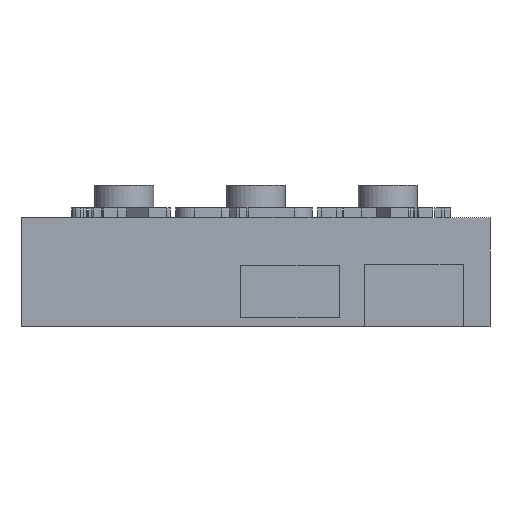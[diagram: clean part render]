
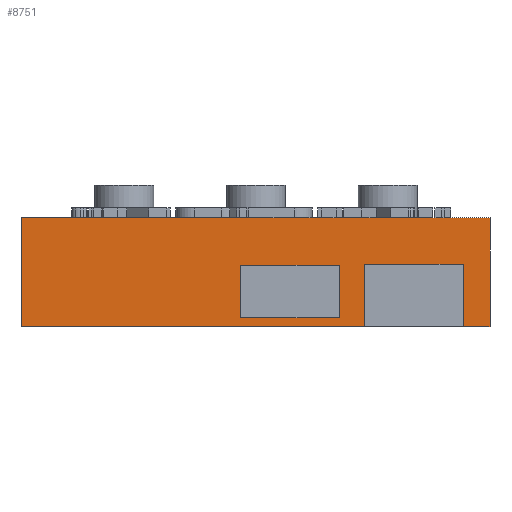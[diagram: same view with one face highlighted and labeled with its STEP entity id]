
A CAD part, front view. The second image highlights one B-rep face of the part: STEP entity #8751.
In plain terms, the highlighted planar face has unit normal (0, -1, 0).
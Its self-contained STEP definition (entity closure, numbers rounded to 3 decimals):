
#234=FACE_BOUND('',#1431,.T.);
#972=FACE_OUTER_BOUND('',#1430,.T.);
#1430=EDGE_LOOP('',(#7361,#7362,#7363,#7364,#7365,#7366,#7367,#7368));
#1431=EDGE_LOOP('',(#7369,#7370,#7371,#7372));
#2307=LINE('',#15402,#3234);
#2311=LINE('',#15410,#3238);
#2314=LINE('',#15416,#3241);
#2317=LINE('',#15421,#3244);
#2322=LINE('',#15431,#3249);
#2324=LINE('',#15437,#3251);
#2327=LINE('',#15442,#3254);
#2329=LINE('',#15446,#3256);
#2333=LINE('',#15453,#3260);
#2339=LINE('',#15465,#3266);
#2340=LINE('',#15467,#3267);
#2341=LINE('',#15468,#3268);
#3234=VECTOR('',#10516,10.);
#3238=VECTOR('',#10522,10.);
#3241=VECTOR('',#10527,10.);
#3244=VECTOR('',#10532,10.);
#3249=VECTOR('',#10539,10.);
#3251=VECTOR('',#10543,10.);
#3254=VECTOR('',#10548,10.);
#3256=VECTOR('',#10552,10.);
#3260=VECTOR('',#10556,10.);
#3266=VECTOR('',#10564,10.);
#3267=VECTOR('',#10565,10.);
#3268=VECTOR('',#10566,10.);
#4121=VERTEX_POINT('',#15400);
#4122=VERTEX_POINT('',#15401);
#4125=VERTEX_POINT('',#15409);
#4127=VERTEX_POINT('',#15415);
#4130=VERTEX_POINT('',#15425);
#4132=VERTEX_POINT('',#15429);
#4133=VERTEX_POINT('',#15433);
#4135=VERTEX_POINT('',#15436);
#4137=VERTEX_POINT('',#15445);
#4140=VERTEX_POINT('',#15451);
#4145=VERTEX_POINT('',#15464);
#4146=VERTEX_POINT('',#15466);
#5317=EDGE_CURVE('',#4121,#4122,#2307,.T.);
#5321=EDGE_CURVE('',#4125,#4121,#2311,.T.);
#5324=EDGE_CURVE('',#4127,#4125,#2314,.T.);
#5327=EDGE_CURVE('',#4122,#4127,#2317,.T.);
#5332=EDGE_CURVE('',#4130,#4132,#2322,.T.);
#5334=EDGE_CURVE('',#4135,#4133,#2324,.T.);
#5337=EDGE_CURVE('',#4132,#4135,#2327,.T.);
#5339=EDGE_CURVE('',#4130,#4137,#2329,.T.);
#5343=EDGE_CURVE('',#4140,#4133,#2333,.T.);
#5349=EDGE_CURVE('',#4140,#4145,#2339,.T.);
#5350=EDGE_CURVE('',#4146,#4145,#2340,.T.);
#5351=EDGE_CURVE('',#4137,#4146,#2341,.T.);
#7361=ORIENTED_EDGE('',*,*,#5332,.T.);
#7362=ORIENTED_EDGE('',*,*,#5337,.T.);
#7363=ORIENTED_EDGE('',*,*,#5334,.T.);
#7364=ORIENTED_EDGE('',*,*,#5343,.F.);
#7365=ORIENTED_EDGE('',*,*,#5349,.T.);
#7366=ORIENTED_EDGE('',*,*,#5350,.F.);
#7367=ORIENTED_EDGE('',*,*,#5351,.F.);
#7368=ORIENTED_EDGE('',*,*,#5339,.F.);
#7369=ORIENTED_EDGE('',*,*,#5317,.T.);
#7370=ORIENTED_EDGE('',*,*,#5327,.T.);
#7371=ORIENTED_EDGE('',*,*,#5324,.T.);
#7372=ORIENTED_EDGE('',*,*,#5321,.T.);
#8250=PLANE('',#9116);
#8751=ADVANCED_FACE('',(#972,#234),#8250,.T.);
#9116=AXIS2_PLACEMENT_3D('',#15463,#10562,#10563);
#10516=DIRECTION('',(0.,0.,1.));
#10522=DIRECTION('',(-1.,0.,0.));
#10527=DIRECTION('',(0.,0.,-1.));
#10532=DIRECTION('',(1.,0.,0.));
#10539=DIRECTION('',(0.,0.,1.));
#10543=DIRECTION('',(0.,0.,-1.));
#10548=DIRECTION('',(1.,0.,0.));
#10552=DIRECTION('',(-1.,0.,0.));
#10556=DIRECTION('',(-1.,0.,0.));
#10562=DIRECTION('center_axis',(0.,-1.,0.));
#10563=DIRECTION('ref_axis',(-1.,0.,0.));
#10564=DIRECTION('',(0.,0.,1.));
#10565=DIRECTION('',(1.,0.,0.));
#10566=DIRECTION('',(0.,0.,1.));
#15400=CARTESIAN_POINT('',(-2.35,-40.,-13.706));
#15401=CARTESIAN_POINT('',(-2.35,-40.,-5.706));
#15402=CARTESIAN_POINT('',(-2.35,-40.,-6.853));
#15409=CARTESIAN_POINT('',(12.65,-40.,-13.706));
#15410=CARTESIAN_POINT('',(24.075,-40.,-13.706));
#15415=CARTESIAN_POINT('',(12.65,-40.,-5.706));
#15416=CARTESIAN_POINT('',(12.65,-40.,-2.853));
#15421=CARTESIAN_POINT('',(16.575,-40.,-5.706));
#15425=CARTESIAN_POINT('',(16.435,-40.,-15.));
#15429=CARTESIAN_POINT('',(16.435,-40.,-5.56));
#15431=CARTESIAN_POINT('',(16.435,-40.,-7.78));
#15433=CARTESIAN_POINT('',(31.435,-40.,-15.));
#15436=CARTESIAN_POINT('',(31.435,-40.,-5.56));
#15437=CARTESIAN_POINT('',(31.435,-40.,-2.78));
#15442=CARTESIAN_POINT('',(25.968,-40.,-5.56));
#15445=CARTESIAN_POINT('',(-35.5,-40.,-15.));
#15446=CARTESIAN_POINT('',(35.5,-40.,-15.));
#15451=CARTESIAN_POINT('',(35.5,-40.,-15.));
#15453=CARTESIAN_POINT('',(35.5,-40.,-15.));
#15463=CARTESIAN_POINT('Origin',(35.5,-40.,0.));
#15464=CARTESIAN_POINT('',(35.5,-40.,1.5));
#15465=CARTESIAN_POINT('',(35.5,-40.,0.));
#15466=CARTESIAN_POINT('',(-35.5,-40.,1.5));
#15467=CARTESIAN_POINT('',(35.5,-40.,1.5));
#15468=CARTESIAN_POINT('',(-35.5,-40.,0.));
